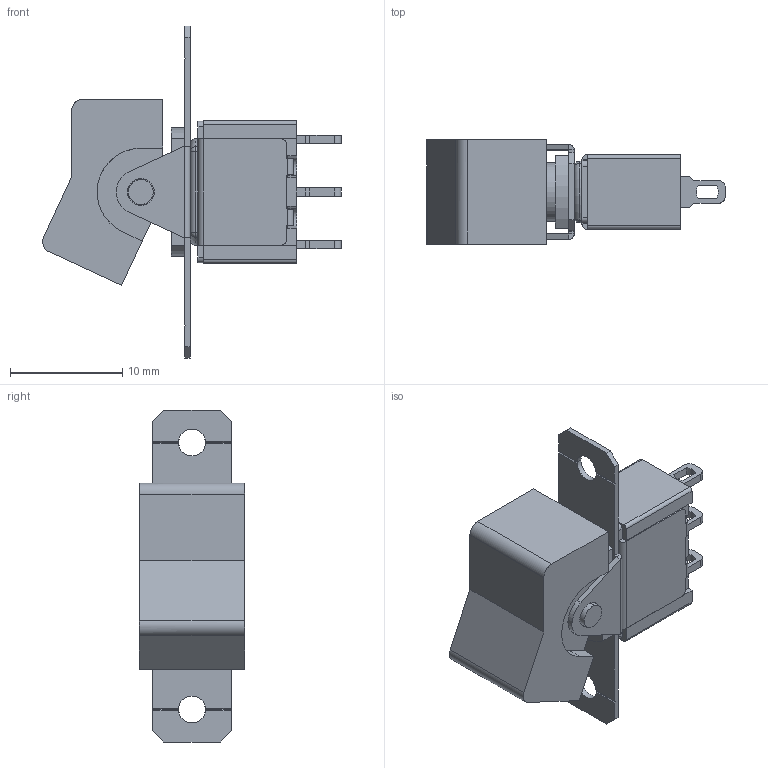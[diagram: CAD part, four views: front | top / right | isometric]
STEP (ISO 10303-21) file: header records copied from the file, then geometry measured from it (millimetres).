
FILE_DESCRIPTION((''),'2;1');
FILE_NAME('1M1-SP5-R12-M1QE_ASM','2016-05-31T',('adamlydecker'),(''),'CREO PARAMETRIC BY PTC INC, 2015480','CREO PARAMETRIC BY PTC INC, 2015480','');
FILE_SCHEMA(('AUTOMOTIVE_DESIGN { 1 0 10303 214 1 1 1 1 }'));
Length unit declared in the file: inch
Products named in the file (8): CA001-1; WTE034; WTE035; WHO356-T; WBU087; WSU034; CP009; 1M1-SP5-R12-M1QE_ASM
Assembly tree (8 placements, depth 2):
  1M1-SP5-R12-M1QE_ASM
    CA001-1
    WTE034  x2
    WTE035
    WHO356-T
    WBU087
    WSU034
    CP009
Bounding box: 26.61 x 9.39 x 29.6 mm (x, y, z)
Volume: 1381.6 mm3; surface area: 3122.5 mm2
Topology: 8 solids, 8 shells, 394 faces, 1003 edges, 626 vertices
Faces by surface type: plane 276, cylinder 100, cone 6, bspline 4, sphere 4, torus 4
Entity records: 18636 total; most frequent: CARTESIAN_POINT 2327, ORIENTED_EDGE 1866, DIRECTION 1851, PRESENTATION_STYLE_ASSIGNMENT 1256, STYLED_ITEM 940, CURVE_STYLE 933, EDGE_CURVE 933, VECTOR 723
